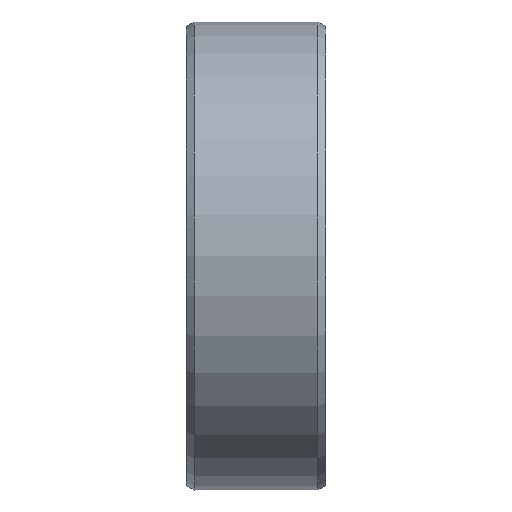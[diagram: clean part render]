
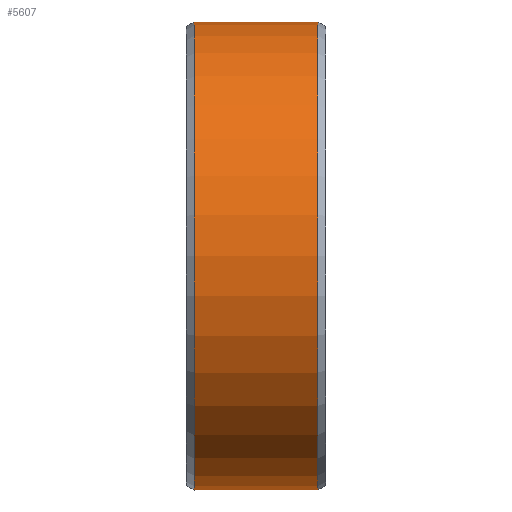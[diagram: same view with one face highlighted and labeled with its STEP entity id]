
A CAD part, top view. The second image highlights one B-rep face of the part: STEP entity #5607.
In plain terms, the highlighted cylindrical face has radius 23.5 mm (diameter 47 mm), a partial arc.
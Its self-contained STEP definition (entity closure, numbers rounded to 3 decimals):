
#5262=CARTESIAN_POINT('',(-6.2,0.,0.));
#5263=DIRECTION('',(1.,0.,0.));
#5264=DIRECTION('',(0.,1.,0.));
#5265=AXIS2_PLACEMENT_3D('',#5262,#5263,#5264);
#5267=CARTESIAN_POINT('',(-6.2,0.,0.));
#5268=DIRECTION('',(1.,0.,0.));
#5269=DIRECTION('',(0.,0.,1.));
#5270=AXIS2_PLACEMENT_3D('',#5267,#5268,#5269);
#5276=DIRECTION('',(-1.,0.,0.));
#5277=VECTOR('',#5276,12.4);
#5278=CARTESIAN_POINT('',(6.2,-23.5,0.));
#5279=LINE('',#5278,#5277);
#5280=CARTESIAN_POINT('',(6.2,0.,0.));
#5281=DIRECTION('',(-1.,0.,0.));
#5282=DIRECTION('',(0.,-1.,0.));
#5283=AXIS2_PLACEMENT_3D('',#5280,#5281,#5282);
#5285=CARTESIAN_POINT('',(6.2,0.,0.));
#5286=DIRECTION('',(-1.,0.,0.));
#5287=DIRECTION('',(0.,0.,1.));
#5288=AXIS2_PLACEMENT_3D('',#5285,#5286,#5287);
#5338=DIRECTION('',(-1.,0.,0.));
#5339=VECTOR('',#5338,12.4);
#5340=CARTESIAN_POINT('',(6.2,23.5,0.));
#5341=LINE('',#5340,#5339);
#5518=CARTESIAN_POINT('',(6.2,23.5,0.));
#5519=VERTEX_POINT('',#5518);
#5521=CARTESIAN_POINT('',(6.2,-23.5,0.));
#5523=VERTEX_POINT('',#5521);
#5524=CARTESIAN_POINT('',(6.2,0.,23.5));
#5525=VERTEX_POINT('',#5524);
#5526=CARTESIAN_POINT('',(-6.2,-23.5,0.));
#5527=VERTEX_POINT('',#5526);
#5528=CARTESIAN_POINT('',(-6.2,0.,23.5));
#5529=VERTEX_POINT('',#5528);
#5530=CARTESIAN_POINT('',(-6.2,23.5,0.));
#5531=VERTEX_POINT('',#5530);
#5590=CARTESIAN_POINT('',(-7.,0.,0.));
#5591=DIRECTION('',(1.,0.,0.));
#5592=DIRECTION('',(0.,-1.,0.));
#5593=AXIS2_PLACEMENT_3D('',#5590,#5591,#5592);
#5594=CYLINDRICAL_SURFACE('',#5593,23.5);
#5596=ORIENTED_EDGE('',*,*,#5595,.F.);
#5598=ORIENTED_EDGE('',*,*,#5597,.F.);
#5600=ORIENTED_EDGE('',*,*,#5599,.T.);
#5601=ORIENTED_EDGE('',*,*,#5584,.F.);
#5602=ORIENTED_EDGE('',*,*,#5582,.F.);
#5604=ORIENTED_EDGE('',*,*,#5603,.F.);
#5605=EDGE_LOOP('',(#5596,#5598,#5600,#5601,#5602,#5604));
#5606=FACE_OUTER_BOUND('',#5605,.F.);
#5266=CIRCLE('',#5265,23.5);
#5271=CIRCLE('',#5270,23.5);
#5284=CIRCLE('',#5283,23.5);
#5289=CIRCLE('',#5288,23.5);
#5582=EDGE_CURVE('',#5531,#5529,#5266,.T.);
#5584=EDGE_CURVE('',#5529,#5527,#5271,.T.);
#5595=EDGE_CURVE('',#5525,#5519,#5289,.T.);
#5597=EDGE_CURVE('',#5523,#5525,#5284,.T.);
#5599=EDGE_CURVE('',#5523,#5527,#5279,.T.);
#5603=EDGE_CURVE('',#5519,#5531,#5341,.T.);
#5607=ADVANCED_FACE('',(#5606),#5594,.T.);
